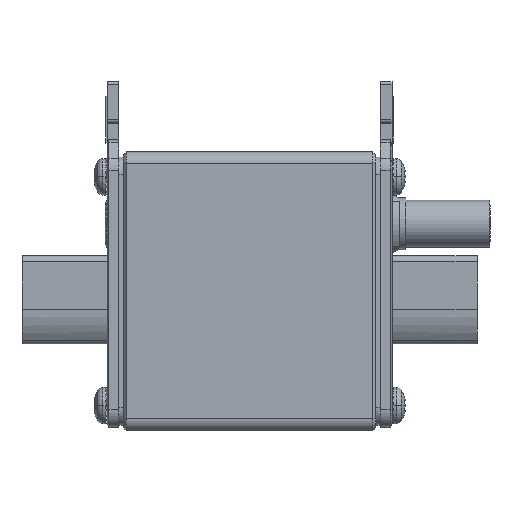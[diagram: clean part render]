
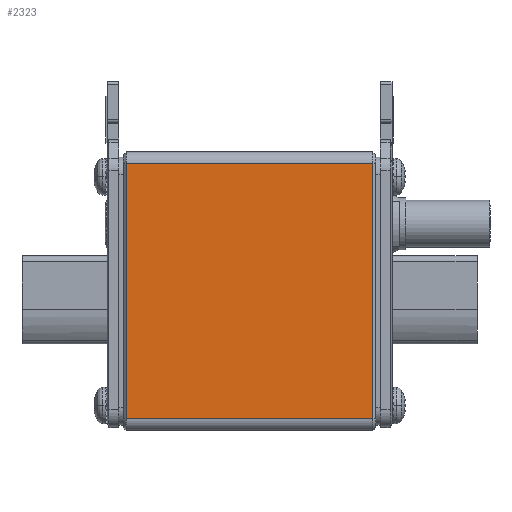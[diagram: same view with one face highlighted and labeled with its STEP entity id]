
A CAD part, left-side view. The second image highlights one B-rep face of the part: STEP entity #2323.
In plain terms, the highlighted face is planar.
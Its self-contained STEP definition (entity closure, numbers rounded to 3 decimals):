
#421=DIRECTION('',(1.,0.,0.));
#422=VECTOR('',#421,42.);
#423=CARTESIAN_POINT('',(-21.,14.25,21.75));
#424=LINE('',#423,#422);
#428=DIRECTION('',(0.,0.,1.));
#429=VECTOR('',#428,43.5);
#430=CARTESIAN_POINT('',(21.,14.25,-21.75));
#431=LINE('',#430,#429);
#435=DIRECTION('',(0.,0.,-1.));
#436=VECTOR('',#435,43.5);
#437=CARTESIAN_POINT('',(-21.,14.25,21.75));
#438=LINE('',#437,#436);
#442=DIRECTION('',(1.,0.,0.));
#443=VECTOR('',#442,42.);
#444=CARTESIAN_POINT('',(-21.,14.25,-21.75));
#445=LINE('',#444,#443);
#1654=CARTESIAN_POINT('',(-21.,14.25,21.75));
#1655=VERTEX_POINT('',#1654);
#1658=CARTESIAN_POINT('',(-21.,14.25,-21.75));
#1659=VERTEX_POINT('',#1658);
#1681=CARTESIAN_POINT('',(21.,14.25,-21.75));
#1683=VERTEX_POINT('',#1681);
#1686=CARTESIAN_POINT('',(21.,14.25,21.75));
#1687=VERTEX_POINT('',#1686);
#2311=CARTESIAN_POINT('',(-21.5,14.25,-21.75));
#2312=DIRECTION('',(0.,1.,0.));
#2313=DIRECTION('',(0.,0.,1.));
#2314=AXIS2_PLACEMENT_3D('',#2311,#2312,#2313);
#2315=PLANE('',#2314);
#2316=ORIENTED_EDGE('',*,*,#2217,.T.);
#2317=ORIENTED_EDGE('',*,*,#2299,.F.);
#2318=ORIENTED_EDGE('',*,*,#1996,.T.);
#2320=ORIENTED_EDGE('',*,*,#2319,.T.);
#2321=EDGE_LOOP('',(#2316,#2317,#2318,#2320));
#2322=FACE_OUTER_BOUND('',#2321,.F.);
#1996=EDGE_CURVE('',#1655,#1659,#438,.T.);
#2217=EDGE_CURVE('',#1683,#1687,#431,.T.);
#2299=EDGE_CURVE('',#1655,#1687,#424,.T.);
#2319=EDGE_CURVE('',#1659,#1683,#445,.T.);
#2323=ADVANCED_FACE('',(#2322),#2315,.T.);
